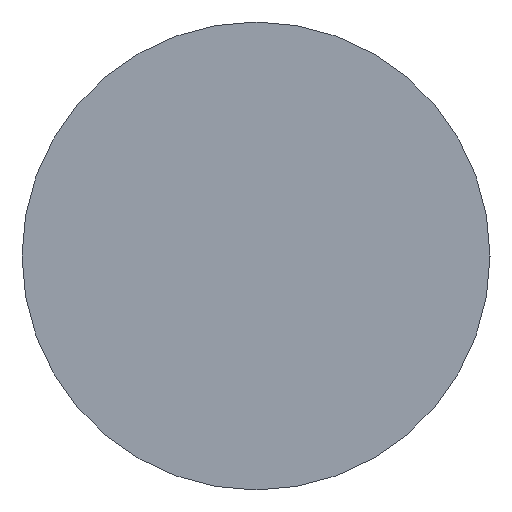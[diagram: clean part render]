
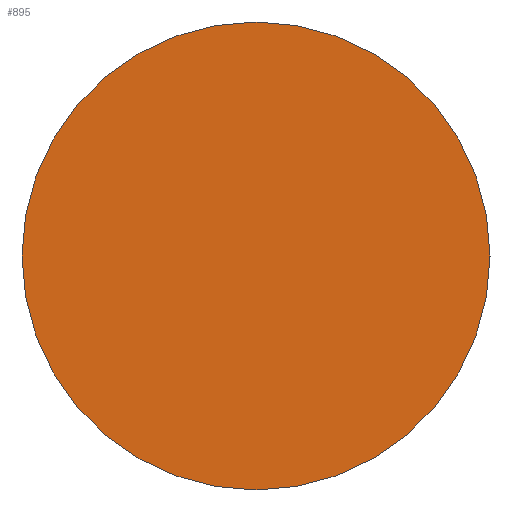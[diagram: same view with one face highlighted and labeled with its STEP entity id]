
A CAD part, front view. The second image highlights one B-rep face of the part: STEP entity #895.
In plain terms, the highlighted planar face has unit normal (0, -1, 0).
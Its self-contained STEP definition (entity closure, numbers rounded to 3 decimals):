
#93=PLANE('',#1020);
#256=FACE_OUTER_BOUND('',#317,.T.);
#317=EDGE_LOOP('',(#676,#677));
#396=CIRCLE('',#1018,110.);
#397=CIRCLE('',#1019,110.);
#443=VERTEX_POINT('',#1847);
#444=VERTEX_POINT('',#1849);
#532=EDGE_CURVE('',#444,#443,#396,.T.);
#533=EDGE_CURVE('',#443,#444,#397,.T.);
#676=ORIENTED_EDGE('',*,*,#532,.T.);
#677=ORIENTED_EDGE('',*,*,#533,.T.);
#895=ADVANCED_FACE('',(#256),#93,.T.);
#1018=AXIS2_PLACEMENT_3D('',#1850,#1166,#1167);
#1019=AXIS2_PLACEMENT_3D('',#1851,#1168,#1169);
#1020=AXIS2_PLACEMENT_3D('',#1852,#1170,#1171);
#1166=DIRECTION('center_axis',(0.,-1.,0.));
#1167=DIRECTION('ref_axis',(0.,0.,1.));
#1168=DIRECTION('center_axis',(0.,-1.,0.));
#1169=DIRECTION('ref_axis',(0.,0.,1.));
#1170=DIRECTION('center_axis',(0.,-1.,0.));
#1171=DIRECTION('ref_axis',(0.,0.,-1.));
#1847=CARTESIAN_POINT('',(605.,-305.,-110.));
#1849=CARTESIAN_POINT('',(605.,-305.,110.));
#1850=CARTESIAN_POINT('Origin',(605.,-305.,0.));
#1851=CARTESIAN_POINT('Origin',(605.,-305.,0.));
#1852=CARTESIAN_POINT('Origin',(605.,-305.,0.));
